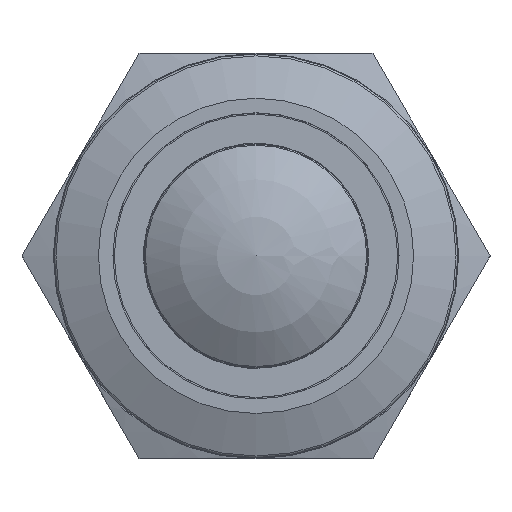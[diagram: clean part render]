
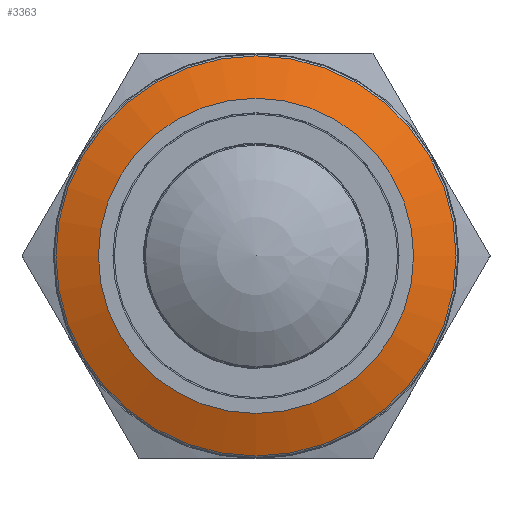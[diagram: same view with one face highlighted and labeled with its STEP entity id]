
A CAD part, top view. The second image highlights one B-rep face of the part: STEP entity #3363.
In plain terms, the highlighted conical face has half-angle 68.523 degrees and reference radius 10.85 mm.
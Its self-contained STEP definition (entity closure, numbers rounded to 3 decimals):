
#647=CONICAL_SURFACE('',#49686,10.85,68.523);
#1196=FACE_BOUND('',#10295,.T.);
#1197=FACE_BOUND('',#10296,.T.);
#3363=ADVANCED_FACE('',(#1196,#1197),#647,.T.);
#10295=EDGE_LOOP('',(#22562));
#10296=EDGE_LOOP('',(#22563));
#11485=CIRCLE('',#49683,10.85);
#11486=CIRCLE('',#49685,13.773);
#22562=ORIENTED_EDGE('',*,*,#34760,.T.);
#22563=ORIENTED_EDGE('',*,*,#34759,.F.);
#28495=VERTEX_POINT('',#74093);
#28496=VERTEX_POINT('',#74096);
#34759=EDGE_CURVE('',#28495,#28495,#11485,.T.);
#34760=EDGE_CURVE('',#28496,#28496,#11486,.T.);
#49683=AXIS2_PLACEMENT_3D('',#74092,#60376,#60377);
#49685=AXIS2_PLACEMENT_3D('',#74095,#60380,#60381);
#49686=AXIS2_PLACEMENT_3D('',#74097,#60382,#60383);
#60376=DIRECTION('',(0.,0.,1.));
#60377=DIRECTION('',(1.,0.,0.));
#60380=DIRECTION('',(0.,0.,1.));
#60381=DIRECTION('',(1.,0.,0.));
#60382=DIRECTION('',(0.,0.,-1.));
#60383=DIRECTION('',(-1.,0.,0.));
#74092=CARTESIAN_POINT('',(0.,0.,
21.3));
#74093=CARTESIAN_POINT('',(10.85,0.,21.3));
#74095=CARTESIAN_POINT('',(0.,0.,
20.15));
#74096=CARTESIAN_POINT('',(13.773,0.,20.15));
#74097=CARTESIAN_POINT('',(0.,0.,
21.3));
